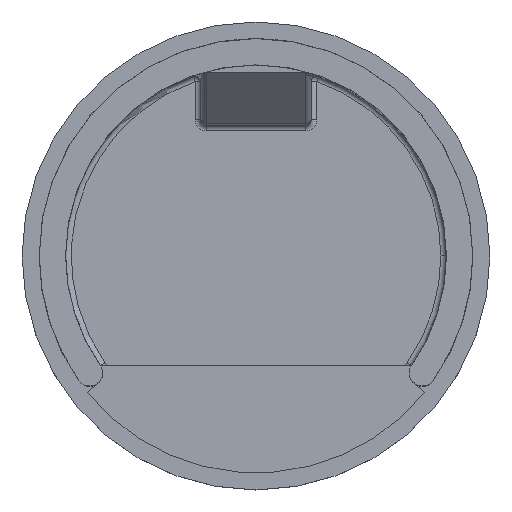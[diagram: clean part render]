
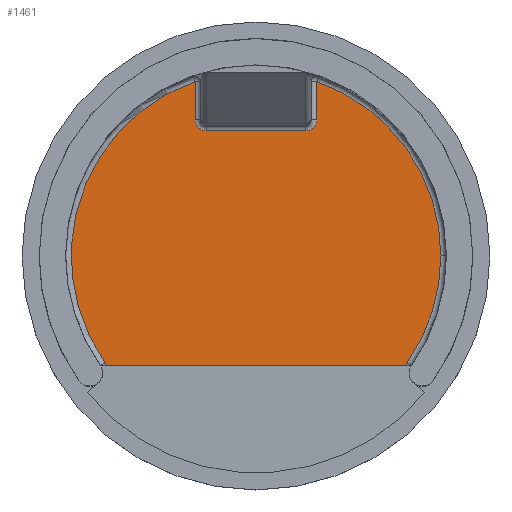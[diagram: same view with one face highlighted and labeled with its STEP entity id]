
A CAD part, top view. The second image highlights one B-rep face of the part: STEP entity #1461.
In plain terms, the highlighted planar face has unit normal (0, 0, 1).
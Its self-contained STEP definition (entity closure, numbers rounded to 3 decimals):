
#2 = VERTEX_POINT ( 'NONE', #2059 ) ;
#8 = DIRECTION ( 'NONE',  ( 1., 0., 0. ) ) ;
#44 = CARTESIAN_POINT ( 'NONE',  ( 0., 0., 2. ) ) ;
#123 = DIRECTION ( 'NONE',  ( 1., 0., 0. ) ) ;
#137 = EDGE_CURVE ( 'NONE', #2836, #1977, #464, .T. ) ;
#152 = ORIENTED_EDGE ( 'NONE', *, *, #1334, .F. ) ;
#184 = ORIENTED_EDGE ( 'NONE', *, *, #1929, .T. ) ;
#265 = AXIS2_PLACEMENT_3D ( 'NONE', #1466, #1180, #412 ) ;
#307 = EDGE_CURVE ( 'NONE', #429, #3140, #831, .T. ) ;
#308 = VERTEX_POINT ( 'NONE', #2080 ) ;
#361 = CIRCLE ( 'NONE', #1414, 1.7 ) ;
#411 = ORIENTED_EDGE ( 'NONE', *, *, #2504, .T. ) ;
#412 = DIRECTION ( 'NONE',  ( 1., 0., 0. ) ) ;
#426 = CARTESIAN_POINT ( 'NONE',  ( 5.5, 12.35, 2. ) ) ;
#429 = VERTEX_POINT ( 'NONE', #1460 ) ;
#436 = VERTEX_POINT ( 'NONE', #491 ) ;
#443 = FACE_OUTER_BOUND ( 'NONE', #3399, .T. ) ;
#460 = CARTESIAN_POINT ( 'NONE',  ( -5.5, 12.35, 2. ) ) ;
#464 = CIRCLE ( 'NONE', #1797, 1. ) ;
#473 = ORIENTED_EDGE ( 'NONE', *, *, #817, .T. ) ;
#484 = CARTESIAN_POINT ( 'NONE',  ( -5.5, 0., 2. ) ) ;
#491 = CARTESIAN_POINT ( 'NONE',  ( -5.5, 15.821, 2. ) ) ;
#493 = AXIS2_PLACEMENT_3D ( 'NONE', #2164, #2685, #8 ) ;
#503 = DIRECTION ( 'NONE',  ( 1., 0., 0. ) ) ;
#540 = AXIS2_PLACEMENT_3D ( 'NONE', #44, #1391, #1909 ) ;
#591 = ORIENTED_EDGE ( 'NONE', *, *, #137, .T. ) ;
#675 = CARTESIAN_POINT ( 'NONE',  ( -15.074, -10.638, 2. ) ) ;
#686 = DIRECTION ( 'NONE',  ( 0., 0., -1. ) ) ;
#817 = EDGE_CURVE ( 'NONE', #436, #308, #2789, .T. ) ;
#831 = CIRCLE ( 'NONE', #493, 1. ) ;
#839 = CARTESIAN_POINT ( 'NONE',  ( 13.543, -9.9, 2. ) ) ;
#875 = CARTESIAN_POINT ( 'NONE',  ( 0., 11.35, 2. ) ) ;
#883 = EDGE_CURVE ( 'NONE', #1818, #2, #891, .T. ) ;
#891 = CIRCLE ( 'NONE', #540, 16.75 ) ;
#950 = CARTESIAN_POINT ( 'NONE',  ( 13.685, -9.658, 2. ) ) ;
#1109 = VECTOR ( 'NONE', #2983, 1000. ) ;
#1129 = DIRECTION ( 'NONE',  ( 0., 0., 1. ) ) ;
#1180 = DIRECTION ( 'NONE',  ( 0., 0., -1. ) ) ;
#1222 = VECTOR ( 'NONE', #1567, 1000. ) ;
#1320 = CARTESIAN_POINT ( 'NONE',  ( 5.5, 0., 2. ) ) ;
#1334 = EDGE_CURVE ( 'NONE', #1459, #2414, #1399, .T. ) ;
#1391 = DIRECTION ( 'NONE',  ( 0., 0., 1. ) ) ;
#1399 = LINE ( 'NONE', #2713, #3403 ) ;
#1414 = AXIS2_PLACEMENT_3D ( 'NONE', #675, #686, #123 ) ;
#1459 = VERTEX_POINT ( 'NONE', #839 ) ;
#1460 = CARTESIAN_POINT ( 'NONE',  ( -4.5, 11.35, 2. ) ) ;
#1461 = ADVANCED_FACE ( 'NONE', ( #443 ), #3206, .T. ) ;
#1466 = CARTESIAN_POINT ( 'NONE',  ( 15.074, -10.638, 2. ) ) ;
#1490 = DIRECTION ( 'NONE',  ( 1., 0., 0. ) ) ;
#1519 = DIRECTION ( 'NONE',  ( 0., 1., 0. ) ) ;
#1550 = LINE ( 'NONE', #875, #1109 ) ;
#1554 = CARTESIAN_POINT ( 'NONE',  ( 4.5, 11.35, 2. ) ) ;
#1567 = DIRECTION ( 'NONE',  ( 0., -1., 0. ) ) ;
#1570 = CARTESIAN_POINT ( 'NONE',  ( 0., 0., 2. ) ) ;
#1585 = DIRECTION ( 'NONE',  ( 0., 0., 1. ) ) ;
#1601 = CIRCLE ( 'NONE', #265, 1.7 ) ;
#1722 = AXIS2_PLACEMENT_3D ( 'NONE', #3174, #1129, #3188 ) ;
#1783 = DIRECTION ( 'NONE',  ( 0., 0., 1. ) ) ;
#1797 = AXIS2_PLACEMENT_3D ( 'NONE', #2510, #2207, #1490 ) ;
#1808 = CIRCLE ( 'NONE', #1963, 16.75 ) ;
#1809 = EDGE_CURVE ( 'NONE', #308, #2414, #361, .T. ) ;
#1818 = VERTEX_POINT ( 'NONE', #950 ) ;
#1891 = CARTESIAN_POINT ( 'NONE',  ( -13.543, -9.9, 2. ) ) ;
#1909 = DIRECTION ( 'NONE',  ( 1., 0., 0. ) ) ;
#1929 = EDGE_CURVE ( 'NONE', #3140, #436, #1979, .T. ) ;
#1936 = VERTEX_POINT ( 'NONE', #2356 ) ;
#1959 = EDGE_CURVE ( 'NONE', #2, #1936, #1808, .T. ) ;
#1963 = AXIS2_PLACEMENT_3D ( 'NONE', #3374, #1783, #503 ) ;
#1977 = VERTEX_POINT ( 'NONE', #1554 ) ;
#1979 = LINE ( 'NONE', #484, #2393 ) ;
#2054 = ORIENTED_EDGE ( 'NONE', *, *, #883, .T. ) ;
#2059 = CARTESIAN_POINT ( 'NONE',  ( 16.75, 0., 2. ) ) ;
#2080 = CARTESIAN_POINT ( 'NONE',  ( -13.685, -9.658, 2. ) ) ;
#2164 = CARTESIAN_POINT ( 'NONE',  ( -4.5, 12.35, 2. ) ) ;
#2207 = DIRECTION ( 'NONE',  ( 0., 0., -1. ) ) ;
#2215 = ORIENTED_EDGE ( 'NONE', *, *, #3284, .T. ) ;
#2356 = CARTESIAN_POINT ( 'NONE',  ( 5.5, 15.821, 2. ) ) ;
#2385 = DIRECTION ( 'NONE',  ( 1., 0., 0. ) ) ;
#2393 = VECTOR ( 'NONE', #1519, 1000. ) ;
#2414 = VERTEX_POINT ( 'NONE', #1891 ) ;
#2418 = DIRECTION ( 'NONE',  ( -1., 0., 0. ) ) ;
#2504 = EDGE_CURVE ( 'NONE', #1977, #429, #1550, .T. ) ;
#2510 = CARTESIAN_POINT ( 'NONE',  ( 4.5, 12.35, 2. ) ) ;
#2542 = LINE ( 'NONE', #1320, #1222 ) ;
#2685 = DIRECTION ( 'NONE',  ( 0., 0., -1. ) ) ;
#2713 = CARTESIAN_POINT ( 'NONE',  ( -14.141, -9.9, 2. ) ) ;
#2766 = ORIENTED_EDGE ( 'NONE', *, *, #307, .T. ) ;
#2769 = ORIENTED_EDGE ( 'NONE', *, *, #1959, .T. ) ;
#2789 = CIRCLE ( 'NONE', #3373, 16.75 ) ;
#2836 = VERTEX_POINT ( 'NONE', #426 ) ;
#2938 = ORIENTED_EDGE ( 'NONE', *, *, #3045, .T. ) ;
#2983 = DIRECTION ( 'NONE',  ( -1., 0., 0. ) ) ;
#3045 = EDGE_CURVE ( 'NONE', #1459, #1818, #1601, .T. ) ;
#3140 = VERTEX_POINT ( 'NONE', #460 ) ;
#3174 = CARTESIAN_POINT ( 'NONE',  ( 0., 0., 2. ) ) ;
#3188 = DIRECTION ( 'NONE',  ( 1., 0., 0. ) ) ;
#3206 = PLANE ( 'NONE',  #1722 ) ;
#3284 = EDGE_CURVE ( 'NONE', #1936, #2836, #2542, .T. ) ;
#3373 = AXIS2_PLACEMENT_3D ( 'NONE', #1570, #1585, #2385 ) ;
#3374 = CARTESIAN_POINT ( 'NONE',  ( 0., 0., 2. ) ) ;
#3399 = EDGE_LOOP ( 'NONE', ( #3427, #152, #2938, #2054, #2769, #2215, #591, #411, #2766, #184, #473 ) ) ;
#3403 = VECTOR ( 'NONE', #2418, 1000. ) ;
#3427 = ORIENTED_EDGE ( 'NONE', *, *, #1809, .T. ) ;
